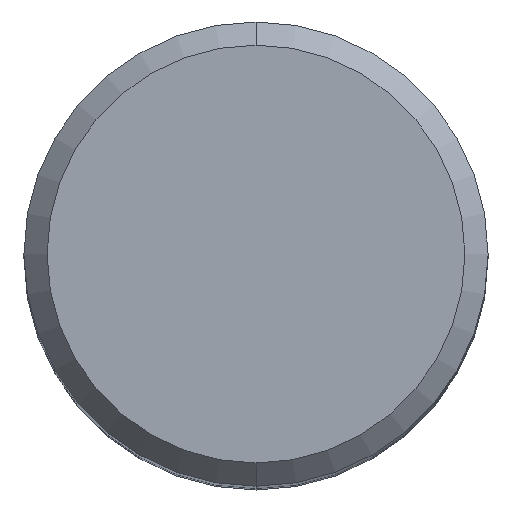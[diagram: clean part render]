
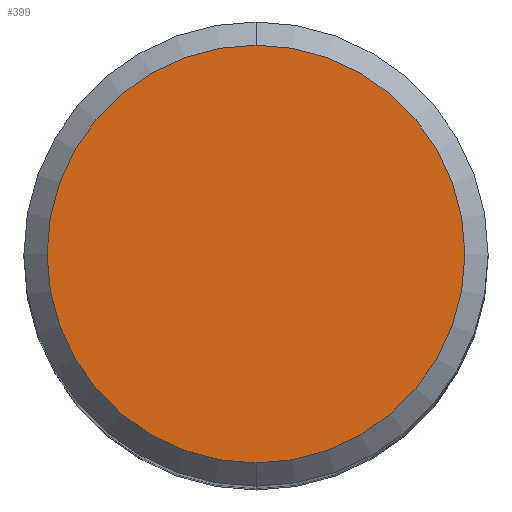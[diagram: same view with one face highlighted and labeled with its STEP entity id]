
A CAD part, top view. The second image highlights one B-rep face of the part: STEP entity #399.
In plain terms, the highlighted planar face has unit normal (0, 0, 1).
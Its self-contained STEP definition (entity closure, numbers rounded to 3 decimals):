
#175=VERTEX_POINT('',#466);
#307=EDGE_CURVE('',#389,#175,#612,.T.);
#321=EDGE_CURVE('',#175,#389,#628,.T.);
#389=VERTEX_POINT('',#701);
#399=ADVANCED_FACE('',(#712),#713,.T.);
#466=CARTESIAN_POINT('',(0.,-7.2,0.0));
#612=CIRCLE('',#1159,7.2);
#628=CIRCLE('',#1179,7.2);
#701=CARTESIAN_POINT('',(0.0,7.2,0.0));
#712=FACE_OUTER_BOUND('',#1352,.T.);
#713=PLANE('',#1353);
#1159=AXIS2_PLACEMENT_3D('',#1611,#1612,#1613);
#1179=AXIS2_PLACEMENT_3D('',#1633,#1634,#1635);
#1352=EDGE_LOOP('',(#1714,#1715));
#1353=AXIS2_PLACEMENT_3D('',#1716,#1717,#1718);
#1611=CARTESIAN_POINT('',(0.0,0.0,0.0));
#1612=DIRECTION('',(0.0,0.0,-1.0));
#1613=DIRECTION('',(0.0,1.0,0.0));
#1633=CARTESIAN_POINT('',(0.0,0.0,0.0));
#1634=DIRECTION('',(0.0,0.0,-1.0));
#1635=DIRECTION('',(0.0,1.0,0.0));
#1714=ORIENTED_EDGE('',*,*,#307,.F.);
#1715=ORIENTED_EDGE('',*,*,#321,.F.);
#1716=CARTESIAN_POINT('',(0.0,3.6,0.0));
#1717=DIRECTION('',(-0.0,0.0,1.0));
#1718=DIRECTION('',(0.0,-1.0,0.0));
